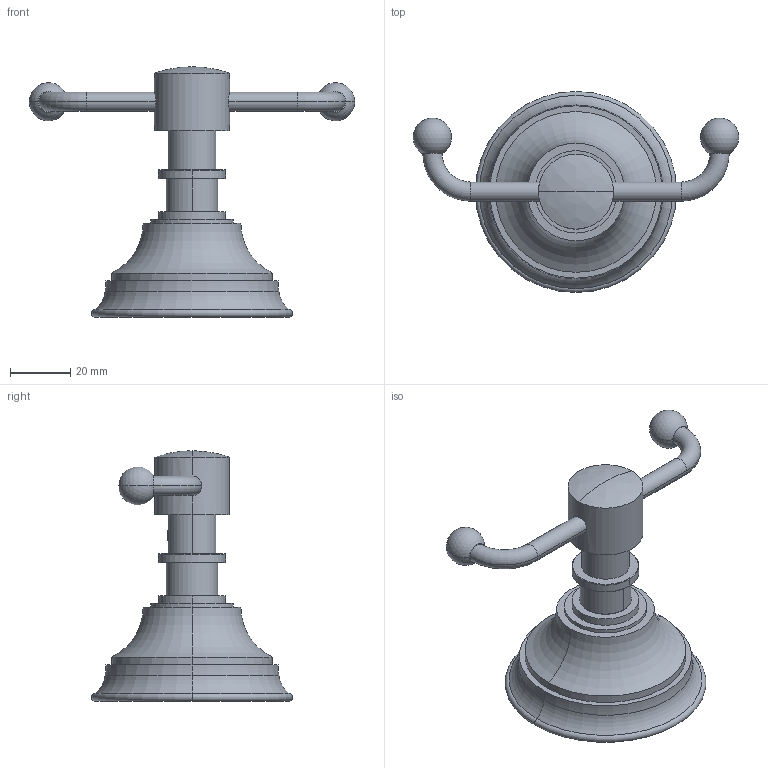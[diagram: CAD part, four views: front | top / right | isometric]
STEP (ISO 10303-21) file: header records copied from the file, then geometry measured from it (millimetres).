
FILE_DESCRIPTION((''),'2;1');
FILE_NAME('30-13_WEB','2010-11-11T',('project'),(''),'PRO/ENGINEER BY PARAMETRIC TECHNOLOGY CORPORATION, 2009300','PRO/ENGINEER BY PARAMETRIC TECHNOLOGY CORPORATION, 2009300','');
FILE_SCHEMA(('CONFIG_CONTROL_DESIGN'));
Length unit declared in the file: inch
Products named in the file (1): 30-13_WEB
Bounding box: 107.94 x 66.67 x 83.01 mm (x, y, z)
Surface area: 21203.9 mm2 (no closed solid volume)
Topology: 0 solids, 13 shells, 58 faces, 137 edges, 85 vertices
Faces by surface type: torus 18, cylinder 18, plane 11, bspline 5, sphere 4, cone 2
Entity records: 2549 total; most frequent: CARTESIAN_POINT 1218, DIRECTION 309, ORIENTED_EDGE 224, AXIS2_PLACEMENT_3D 142, EDGE_CURVE 131, CIRCLE 89, VERTEX_POINT 85, EDGE_LOOP 58
